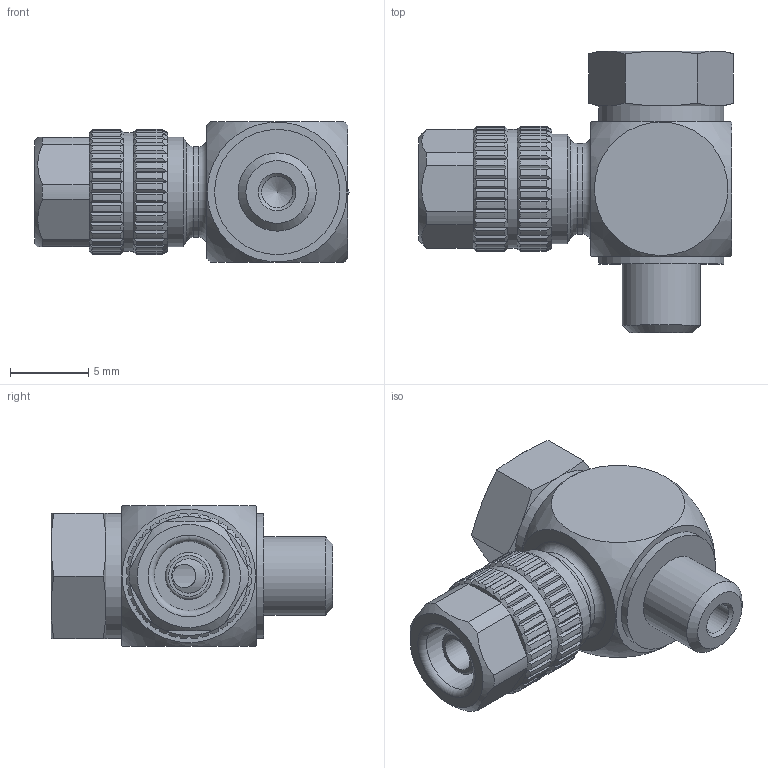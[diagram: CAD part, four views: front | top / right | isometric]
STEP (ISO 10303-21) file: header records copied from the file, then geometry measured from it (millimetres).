
FILE_DESCRIPTION(/* description */ (''),/* implementation_level */ '2;1');
FILE_NAME(/* name */ 'lck_53_msv.stp',/* time_stamp */ '2017-03-14T14:42:16+01:00',/* author */ ('leitheußer'),/* organization */ (''),/* preprocessor_version */ 'ST-DEVELOPER v15.6',/* originating_system */ 'Autodesk Inventor LT ',/* authorisation */ '');
FILE_SCHEMA (('AUTOMOTIVE_DESIGN { 1 0 10303 214 3 1 1 }'));
Length unit declared in the file: millimetre
Products named in the file (1): lck_53_msv
Bounding box: 20.12 x 18 x 9 mm (x, y, z)
Volume: 1302.4 mm3; surface area: 1480.2 mm2
Topology: 1 solids, 1 shells, 300 faces, 826 edges, 540 vertices
Faces by surface type: plane 177, cylinder 94, cone 24, torus 4, sphere 1
Full cylindrical faces by diameter (mm): 1.5 x2, 2 x1, 2.2 x1, 3 x1, 4.2 x1, 4.4 x1, 5 x3, 5.1 x1, 5.8 x1, 7 x1, 7.595 x1, 8 x2
Entity records: 9102 total; most frequent: CARTESIAN_POINT 2422, ORIENTED_EDGE 1556, DIRECTION 1272, EDGE_CURVE 778, VERTEX_POINT 526, AXIS2_PLACEMENT_3D 516, EDGE_LOOP 352, FACE_OUTER_BOUND 300
